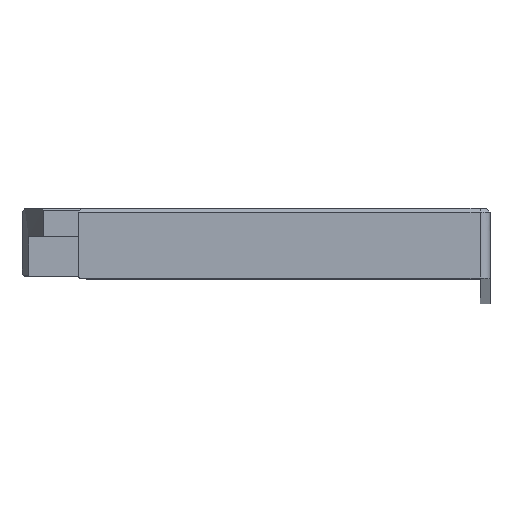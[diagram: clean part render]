
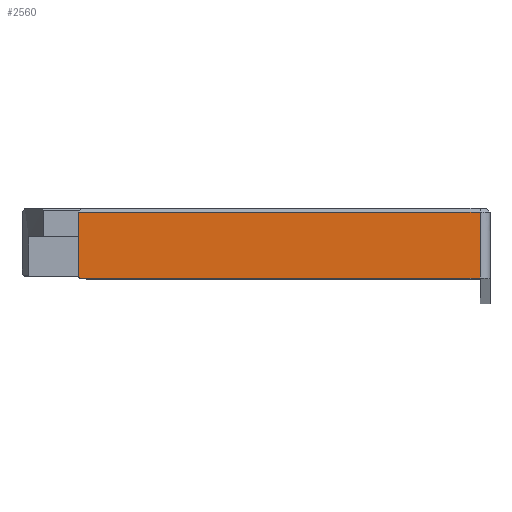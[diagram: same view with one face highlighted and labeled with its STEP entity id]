
A CAD part, top view. The second image highlights one B-rep face of the part: STEP entity #2560.
In plain terms, the highlighted planar face has unit normal (0, 0, 1).
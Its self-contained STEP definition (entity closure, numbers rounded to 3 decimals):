
#42=PLANE('',#2749);
#174=FACE_OUTER_BOUND('',#318,.T.);
#318=EDGE_LOOP('',(#2005,#2006,#2007,#2008,#2009));
#560=B_SPLINE_CURVE_WITH_KNOTS('',3,(#6127,#6128,#6129,#6130,#6131,#6132),
 .UNSPECIFIED.,.F.,.F.,(4,2,4),(0.,0.016,0.032),
 .UNSPECIFIED.);
#567=B_SPLINE_CURVE_WITH_KNOTS('',3,(#6312,#6313,#6314,#6315),
 .UNSPECIFIED.,.F.,.F.,(4,4),(0.07,1.7),.UNSPECIFIED.);
#702=LINE('',#6162,#851);
#744=LINE('',#6309,#893);
#745=LINE('',#6311,#894);
#851=VECTOR('',#3076,10.);
#893=VECTOR('',#3188,10.);
#894=VECTOR('',#3189,10.);
#1111=VERTEX_POINT('',#6125);
#1112=VERTEX_POINT('',#6126);
#1120=VERTEX_POINT('',#6160);
#1160=VERTEX_POINT('',#6308);
#1161=VERTEX_POINT('',#6310);
#1437=EDGE_CURVE('',#1111,#1112,#560,.T.);
#1447=EDGE_CURVE('',#1111,#1120,#702,.T.);
#1507=EDGE_CURVE('',#1160,#1120,#744,.T.);
#1508=EDGE_CURVE('',#1161,#1160,#745,.T.);
#1509=EDGE_CURVE('',#1112,#1161,#567,.T.);
#2005=ORIENTED_EDGE('',*,*,#1437,.F.);
#2006=ORIENTED_EDGE('',*,*,#1447,.T.);
#2007=ORIENTED_EDGE('',*,*,#1507,.F.);
#2008=ORIENTED_EDGE('',*,*,#1508,.F.);
#2009=ORIENTED_EDGE('',*,*,#1509,.F.);
#2560=ADVANCED_FACE('',(#174),#42,.T.);
#2749=AXIS2_PLACEMENT_3D('',#6307,#3186,#3187);
#3076=DIRECTION('',(1.,0.,0.));
#3186=DIRECTION('center_axis',(0.,0.,1.));
#3187=DIRECTION('ref_axis',(1.,0.,0.));
#3188=DIRECTION('',(0.,-1.,0.));
#3189=DIRECTION('',(1.,0.,0.));
#6125=CARTESIAN_POINT('',(27.496,-10.5,57.125));
#6126=CARTESIAN_POINT('',(27.244,-10.299,57.125));
#6127=CARTESIAN_POINT('Ctrl Pts',(27.496,-10.5,57.125));
#6128=CARTESIAN_POINT('Ctrl Pts',(27.454,-10.467,57.125));
#6129=CARTESIAN_POINT('Ctrl Pts',(27.412,-10.433,57.125));
#6130=CARTESIAN_POINT('Ctrl Pts',(27.328,-10.366,57.125));
#6131=CARTESIAN_POINT('Ctrl Pts',(27.286,-10.333,57.125));
#6132=CARTESIAN_POINT('Ctrl Pts',(27.244,-10.299,57.125));
#6160=CARTESIAN_POINT('',(127.825,-10.5,57.125));
#6162=CARTESIAN_POINT('',(-130.325,-10.5,57.125));
#6307=CARTESIAN_POINT('Origin',(-130.325,0.,57.125));
#6308=CARTESIAN_POINT('',(127.825,6.,57.125));
#6309=CARTESIAN_POINT('',(127.825,0.,57.125));
#6310=CARTESIAN_POINT('',(27.244,6.,57.125));
#6311=CARTESIAN_POINT('',(-65.163,6.,57.125));
#6312=CARTESIAN_POINT('Ctrl Pts',(27.244,-10.299,57.125));
#6313=CARTESIAN_POINT('Ctrl Pts',(27.244,-4.866,57.125));
#6314=CARTESIAN_POINT('Ctrl Pts',(27.244,0.567,57.125));
#6315=CARTESIAN_POINT('Ctrl Pts',(27.244,6.,57.125));
